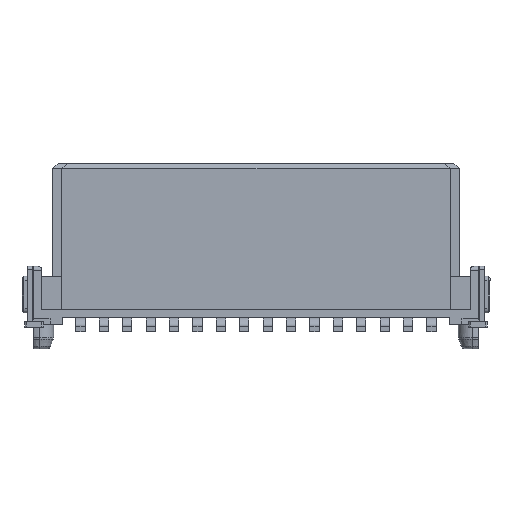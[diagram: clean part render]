
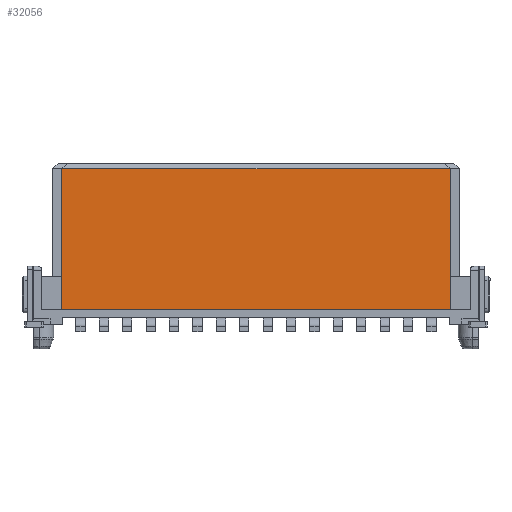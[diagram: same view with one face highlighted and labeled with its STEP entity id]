
A CAD part, front view. The second image highlights one B-rep face of the part: STEP entity #32056.
In plain terms, the highlighted planar face has unit normal (0, -1, 0).
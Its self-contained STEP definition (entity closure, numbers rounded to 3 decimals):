
#32029=AXIS2_PLACEMENT_3D('Plane Axis2P3D',#32026,#32027,#32028) ;
#30826=CARTESIAN_POINT('Vertex',(2.165,2.175,9.777)) ;
#30829=CARTESIAN_POINT('Line Origine',(12.7,2.175,9.777)) ;
#30833=CARTESIAN_POINT('Vertex',(23.235,2.175,9.777)) ;
#32026=CARTESIAN_POINT('Axis2P3D Location',(23.335,2.175,2.027)) ;
#32031=CARTESIAN_POINT('Line Origine',(12.7,2.175,2.127)) ;
#32035=CARTESIAN_POINT('Vertex',(2.165,2.175,2.127)) ;
#32037=CARTESIAN_POINT('Vertex',(23.235,2.175,2.127)) ;
#32040=CARTESIAN_POINT('Line Origine',(23.235,2.175,5.952)) ;
#32045=CARTESIAN_POINT('Line Origine',(2.165,2.175,5.952)) ;
#30830=DIRECTION('Vector Direction',(-1.,0.,0.)) ;
#32027=DIRECTION('Axis2P3D Direction',(0.,-1.,0.)) ;
#32028=DIRECTION('Axis2P3D XDirection',(0.,0.,1.)) ;
#32032=DIRECTION('Vector Direction',(1.,0.,0.)) ;
#32041=DIRECTION('Vector Direction',(0.,0.,1.)) ;
#32046=DIRECTION('Vector Direction',(0.,0.,-1.)) ;
#30831=VECTOR('Line Direction',#30830,1.) ;
#32033=VECTOR('Line Direction',#32032,1.) ;
#32042=VECTOR('Line Direction',#32041,1.) ;
#32047=VECTOR('Line Direction',#32046,1.) ;
#32051=ORIENTED_EDGE('',*,*,#32039,.T.) ;
#32052=ORIENTED_EDGE('',*,*,#32044,.T.) ;
#32053=ORIENTED_EDGE('',*,*,#30835,.T.) ;
#32054=ORIENTED_EDGE('',*,*,#32049,.T.) ;
#32056=ADVANCED_FACE('Hauptk\X2\00F6\X0\rper',(#32055),#32030,.T.) ;
#30835=EDGE_CURVE('',#30834,#30827,#30832,.T.) ;
#32039=EDGE_CURVE('',#32036,#32038,#32034,.T.) ;
#32044=EDGE_CURVE('',#32038,#30834,#32043,.T.) ;
#32049=EDGE_CURVE('',#30827,#32036,#32048,.T.) ;
#32050=EDGE_LOOP('',(#32051,#32052,#32053,#32054)) ;
#32055=FACE_OUTER_BOUND('',#32050,.T.) ;
#30832=LINE('Line',#30829,#30831) ;
#32034=LINE('Line',#32031,#32033) ;
#32043=LINE('Line',#32040,#32042) ;
#32048=LINE('Line',#32045,#32047) ;
#32030=PLANE('',#32029) ;
#30827=VERTEX_POINT('',#30826) ;
#30834=VERTEX_POINT('',#30833) ;
#32036=VERTEX_POINT('',#32035) ;
#32038=VERTEX_POINT('',#32037) ;
